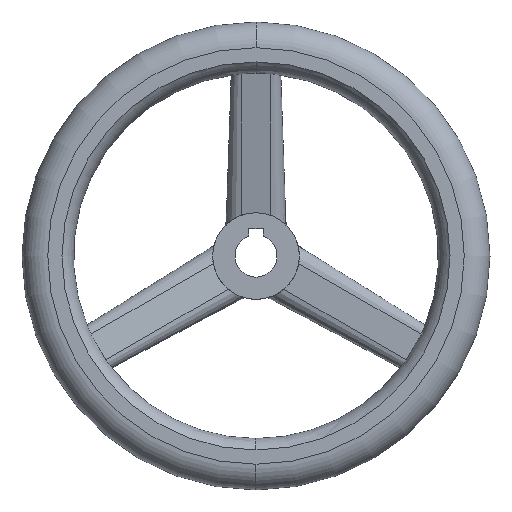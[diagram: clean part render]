
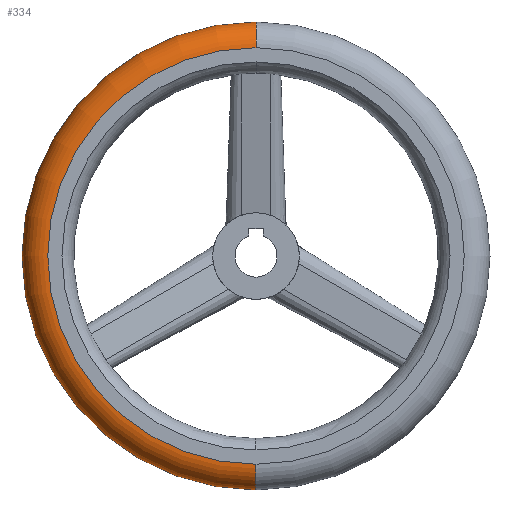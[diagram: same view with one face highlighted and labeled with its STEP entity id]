
A CAD part, top view. The second image highlights one B-rep face of the part: STEP entity #334.
In plain terms, the highlighted toroidal (fillet/blend) face has major radius 89 mm and minor radius 11 mm.
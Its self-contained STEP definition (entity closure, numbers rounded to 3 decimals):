
#322=VERTEX_POINT('',#763);
#334=ADVANCED_FACE('',(#775),#776,.T.);
#350=EDGE_CURVE('',#382,#368,#795,.T.);
#364=VERTEX_POINT('',#810);
#368=VERTEX_POINT('',#814);
#382=VERTEX_POINT('',#831);
#402=EDGE_CURVE('',#322,#368,#851,.T.);
#454=EDGE_CURVE('',#322,#364,#908,.T.);
#502=EDGE_CURVE('',#382,#364,#959,.T.);
#763=CARTESIAN_POINT('',(0.,100.0,34.0));
#775=FACE_OUTER_BOUND('',#1322,.T.);
#776=TOROIDAL_SURFACE('',#1323,89.0,11.0);
#795=CIRCLE('',#1358,11.0);
#810=CARTESIAN_POINT('',(0.,89.0,45.0));
#814=CARTESIAN_POINT('',(0.,-100.0,34.0));
#831=CARTESIAN_POINT('',(0.,-89.0,45.0));
#851=CIRCLE('',#1514,100.0);
#908=CIRCLE('',#1604,11.0);
#959=CIRCLE('',#1754,89.0);
#1322=EDGE_LOOP('',(#2174,#2175,#2176,#2177));
#1323=AXIS2_PLACEMENT_3D('',#2178,#2179,#2180);
#1358=AXIS2_PLACEMENT_3D('',#2201,#2202,#2203);
#1514=AXIS2_PLACEMENT_3D('',#2269,#2270,#2271);
#1604=AXIS2_PLACEMENT_3D('',#2340,#2341,#2342);
#1754=AXIS2_PLACEMENT_3D('',#2381,#2382,#2383);
#2174=ORIENTED_EDGE('',*,*,#402,.T.);
#2175=ORIENTED_EDGE('',*,*,#350,.F.);
#2176=ORIENTED_EDGE('',*,*,#502,.T.);
#2177=ORIENTED_EDGE('',*,*,#454,.F.);
#2178=CARTESIAN_POINT('',(0.,0.,34.0));
#2179=DIRECTION('',(0.,0.,1.0));
#2180=DIRECTION('',(0.,1.0,0.0));
#2201=CARTESIAN_POINT('',(0.,-89.,34.0));
#2202=DIRECTION('',(1.0,0.,0.));
#2203=DIRECTION('',(0.,-1.0,0.));
#2269=CARTESIAN_POINT('',(0.,0.,34.0));
#2270=DIRECTION('',(0.,0.,1.0));
#2271=DIRECTION('',(1.0,0.0,0.));
#2340=CARTESIAN_POINT('',(0.,89.0,34.0));
#2341=DIRECTION('',(1.0,0.,0.));
#2342=DIRECTION('',(0.,1.0,0.));
#2381=CARTESIAN_POINT('',(0.,0.,45.0));
#2382=DIRECTION('',(0.,0.,-1.0));
#2383=DIRECTION('',(0.,1.0,0.));
